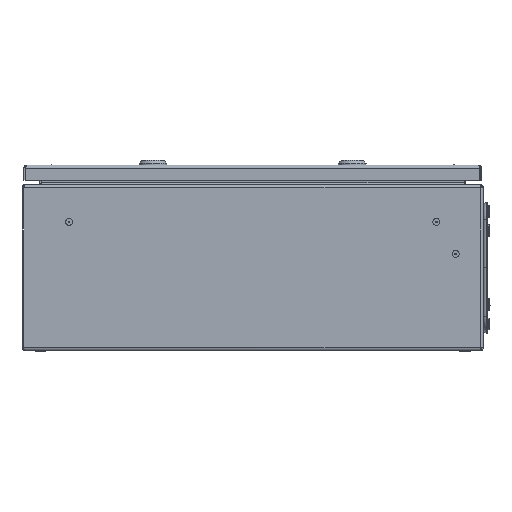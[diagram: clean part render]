
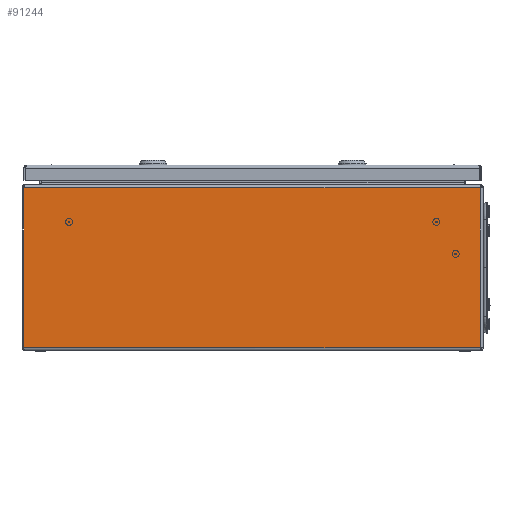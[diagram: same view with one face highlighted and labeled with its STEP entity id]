
A CAD part, left-side view. The second image highlights one B-rep face of the part: STEP entity #91244.
In plain terms, the highlighted planar face has unit normal (-1, 0, 0).
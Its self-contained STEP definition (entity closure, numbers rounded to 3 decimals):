
#277 = VERTEX_POINT ( 'NONE', #60176 ) ;
#874 = CIRCLE ( 'NONE', #92234, 0.883 ) ;
#1168 = DIRECTION ( 'NONE',  ( 0., 0., 1. ) ) ;
#3099 = FACE_OUTER_BOUND ( 'NONE', #20027, .T. ) ;
#4825 = AXIS2_PLACEMENT_3D ( 'NONE', #14961, #64248, #73354 ) ;
#6597 = DIRECTION ( 'NONE',  ( 0., 0., -1. ) ) ;
#8767 = DIRECTION ( 'NONE',  ( 0., 0., -1. ) ) ;
#9529 = ORIENTED_EDGE ( 'NONE', *, *, #74636, .F. ) ;
#14015 = DIRECTION ( 'NONE',  ( -1., 0., 0. ) ) ;
#14229 = EDGE_CURVE ( 'NONE', #64006, #53479, #34172, .T. ) ;
#14961 = CARTESIAN_POINT ( 'NONE',  ( -200., -199., 139.6 ) ) ;
#15072 = ORIENTED_EDGE ( 'NONE', *, *, #45161, .F. ) ;
#15215 = CARTESIAN_POINT ( 'NONE',  ( -200., -246.6, 3.4 ) ) ;
#16727 = CARTESIAN_POINT ( 'NONE',  ( -200., -246.6, 176.6 ) ) ;
#16893 = EDGE_CURVE ( 'NONE', #93841, #45732, #52333, .T. ) ;
#18111 = EDGE_LOOP ( 'NONE', ( #86370, #63523 ) ) ;
#18489 = VERTEX_POINT ( 'NONE', #86754 ) ;
#19811 = CARTESIAN_POINT ( 'NONE',  ( -200., -199., 140.483 ) ) ;
#20027 = EDGE_LOOP ( 'NONE', ( #70875, #9529, #35992, #15072 ) ) ;
#20986 = DIRECTION ( 'NONE',  ( 0., 1., 0. ) ) ;
#21282 = CIRCLE ( 'NONE', #4825, 0.883 ) ;
#24477 = DIRECTION ( 'NONE',  ( -1., 0., 0. ) ) ;
#25151 = AXIS2_PLACEMENT_3D ( 'NONE', #35046, #93441, #84653 ) ;
#25176 = FACE_BOUND ( 'NONE', #18111, .T. ) ;
#28470 = CARTESIAN_POINT ( 'NONE',  ( -200., 248.246, 176.6 ) ) ;
#30413 = FACE_BOUND ( 'NONE', #53982, .T. ) ;
#30571 = PLANE ( 'NONE',  #101659 ) ;
#31327 = VERTEX_POINT ( 'NONE', #102653 ) ;
#31405 = VECTOR ( 'NONE', #70471, 1000. ) ;
#34172 = CIRCLE ( 'NONE', #25151, 0.883 ) ;
#34473 = DIRECTION ( 'NONE',  ( 0., 0., -1. ) ) ;
#35046 = CARTESIAN_POINT ( 'NONE',  ( -200., -199., 139.6 ) ) ;
#35867 = LINE ( 'NONE', #37967, #31405 ) ;
#35992 = ORIENTED_EDGE ( 'NONE', *, *, #53346, .T. ) ;
#37813 = ORIENTED_EDGE ( 'NONE', *, *, #106587, .F. ) ;
#37967 = CARTESIAN_POINT ( 'NONE',  ( -200., -250., 176.6 ) ) ;
#44196 = LINE ( 'NONE', #28470, #62547 ) ;
#44401 = ORIENTED_EDGE ( 'NONE', *, *, #99237, .F. ) ;
#45161 = EDGE_CURVE ( 'NONE', #45732, #96136, #44196, .T. ) ;
#45391 = AXIS2_PLACEMENT_3D ( 'NONE', #108248, #83367, #58235 ) ;
#45732 = VERTEX_POINT ( 'NONE', #100142 ) ;
#50064 = ORIENTED_EDGE ( 'NONE', *, *, #64578, .F. ) ;
#50927 = AXIS2_PLACEMENT_3D ( 'NONE', #102856, #14015, #59864 ) ;
#52333 = LINE ( 'NONE', #63689, #60199 ) ;
#53346 = EDGE_CURVE ( 'NONE', #101606, #96136, #35867, .T. ) ;
#53479 = VERTEX_POINT ( 'NONE', #80289 ) ;
#53982 = EDGE_LOOP ( 'NONE', ( #44401, #50064 ) ) ;
#56530 = CARTESIAN_POINT ( 'NONE',  ( -200., -250., 176.6 ) ) ;
#58235 = DIRECTION ( 'NONE',  ( 0., 0., -1. ) ) ;
#58738 = CARTESIAN_POINT ( 'NONE',  ( -200., -246.6, 194.992 ) ) ;
#59864 = DIRECTION ( 'NONE',  ( 0., 0., -1. ) ) ;
#60176 = CARTESIAN_POINT ( 'NONE',  ( -200., 199., 138.717 ) ) ;
#60199 = VECTOR ( 'NONE', #20986, 1000. ) ;
#61138 = EDGE_LOOP ( 'NONE', ( #79802, #37813 ) ) ;
#62547 = VECTOR ( 'NONE', #1168, 1000. ) ;
#63523 = ORIENTED_EDGE ( 'NONE', *, *, #68724, .F. ) ;
#63689 = CARTESIAN_POINT ( 'NONE',  ( -200., -250., 3.4 ) ) ;
#64006 = VERTEX_POINT ( 'NONE', #19811 ) ;
#64248 = DIRECTION ( 'NONE',  ( -1., 0., 0. ) ) ;
#64578 = EDGE_CURVE ( 'NONE', #277, #18489, #75454, .T. ) ;
#68724 = EDGE_CURVE ( 'NONE', #53479, #64006, #21282, .T. ) ;
#70471 = DIRECTION ( 'NONE',  ( 0., 1., 0. ) ) ;
#70875 = ORIENTED_EDGE ( 'NONE', *, *, #16893, .F. ) ;
#73354 = DIRECTION ( 'NONE',  ( 0., 0., -1. ) ) ;
#74076 = VECTOR ( 'NONE', #8767, 1000. ) ;
#74185 = DIRECTION ( 'NONE',  ( 0., 0., -1. ) ) ;
#74636 = EDGE_CURVE ( 'NONE', #101606, #93841, #96260, .T. ) ;
#75454 = CIRCLE ( 'NONE', #50927, 0.883 ) ;
#75460 = CARTESIAN_POINT ( 'NONE',  ( -200., -220.883, 105. ) ) ;
#76465 = DIRECTION ( 'NONE',  ( -1., 0., 0. ) ) ;
#76588 = CIRCLE ( 'NONE', #45391, 0.883 ) ;
#78288 = CARTESIAN_POINT ( 'NONE',  ( -200., 248.246, 176.6 ) ) ;
#79067 = CIRCLE ( 'NONE', #99577, 0.883 ) ;
#79802 = ORIENTED_EDGE ( 'NONE', *, *, #99455, .F. ) ;
#80289 = CARTESIAN_POINT ( 'NONE',  ( -200., -199., 138.717 ) ) ;
#83367 = DIRECTION ( 'NONE',  ( -1., 0., 0. ) ) ;
#83940 = FACE_BOUND ( 'NONE', #61138, .T. ) ;
#83967 = CARTESIAN_POINT ( 'NONE',  ( -200., -220., 105. ) ) ;
#84314 = VERTEX_POINT ( 'NONE', #75460 ) ;
#84653 = DIRECTION ( 'NONE',  ( 0., 0., -1. ) ) ;
#86370 = ORIENTED_EDGE ( 'NONE', *, *, #14229, .F. ) ;
#86754 = CARTESIAN_POINT ( 'NONE',  ( -200., 199., 140.483 ) ) ;
#91244 = ADVANCED_FACE ( 'NONE', ( #83940, #25176, #30413, #3099 ), #30571, .F. ) ;
#92234 = AXIS2_PLACEMENT_3D ( 'NONE', #100915, #76465, #34473 ) ;
#93441 = DIRECTION ( 'NONE',  ( -1., 0., 0. ) ) ;
#93841 = VERTEX_POINT ( 'NONE', #15215 ) ;
#96136 = VERTEX_POINT ( 'NONE', #78288 ) ;
#96260 = LINE ( 'NONE', #58738, #74076 ) ;
#99237 = EDGE_CURVE ( 'NONE', #18489, #277, #874, .T. ) ;
#99455 = EDGE_CURVE ( 'NONE', #31327, #84314, #76588, .T. ) ;
#99577 = AXIS2_PLACEMENT_3D ( 'NONE', #83967, #24477, #74185 ) ;
#100142 = CARTESIAN_POINT ( 'NONE',  ( -200., 248.246, 3.4 ) ) ;
#100915 = CARTESIAN_POINT ( 'NONE',  ( -200., 199., 139.6 ) ) ;
#101606 = VERTEX_POINT ( 'NONE', #16727 ) ;
#101659 = AXIS2_PLACEMENT_3D ( 'NONE', #56530, #106904, #6597 ) ;
#102653 = CARTESIAN_POINT ( 'NONE',  ( -200., -219.117, 105. ) ) ;
#102856 = CARTESIAN_POINT ( 'NONE',  ( -200., 199., 139.6 ) ) ;
#106587 = EDGE_CURVE ( 'NONE', #84314, #31327, #79067, .T. ) ;
#106904 = DIRECTION ( 'NONE',  ( 1., 0., 0. ) ) ;
#108248 = CARTESIAN_POINT ( 'NONE',  ( -200., -220., 105. ) ) ;
